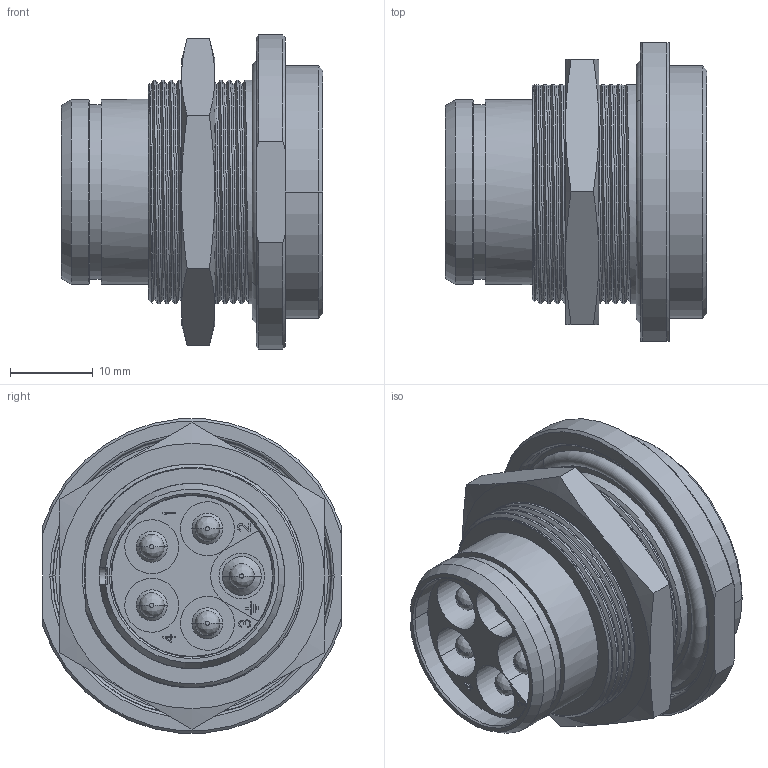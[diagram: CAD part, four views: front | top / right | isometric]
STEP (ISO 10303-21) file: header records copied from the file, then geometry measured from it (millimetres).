
FILE_DESCRIPTION((''),'2;1');
FILE_NAME('1331EVR405MS','2024-08-23T08:37:00',('paultorloting'),('NET AG system integration'),'CREO PARAMETRIC BY PTC INC, 2021404','CREO PARAMETRIC BY PTC INC, 2021404','');
FILE_SCHEMA(('AUTOMOTIVE_DESIGN { 1 0 10303 214 1 1 1 1 }'));
Length unit declared in the file: millimetre
Products named in the file (1): 1331EVR405MS
Bounding box: 31.5 x 36 x 37.87 mm (x, y, z)
Volume: 13894.8 mm3; surface area: 13124.7 mm2
Topology: 2 solids, 2 shells, 529 faces, 1339 edges, 859 vertices
Faces by surface type: plane 228, cylinder 158, cone 64, bspline 54, torus 25
Entity records: 32884 total; most frequent: CARTESIAN_POINT 17708, ORIENTED_EDGE 2678, DIRECTION 2422, EDGE_CURVE 1339, AXIS2_PLACEMENT_3D 872, VERTEX_POINT 859, VECTOR 675, LINE 675
